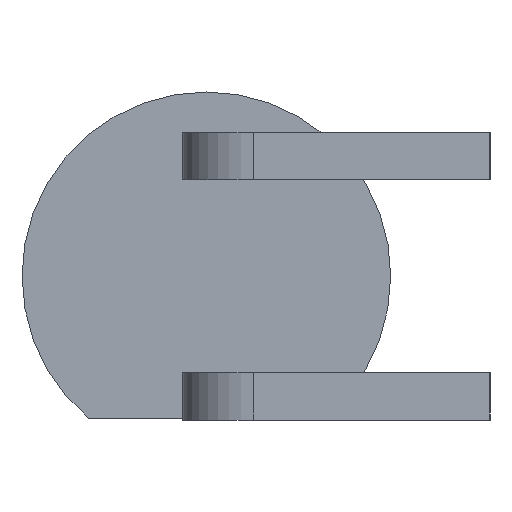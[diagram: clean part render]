
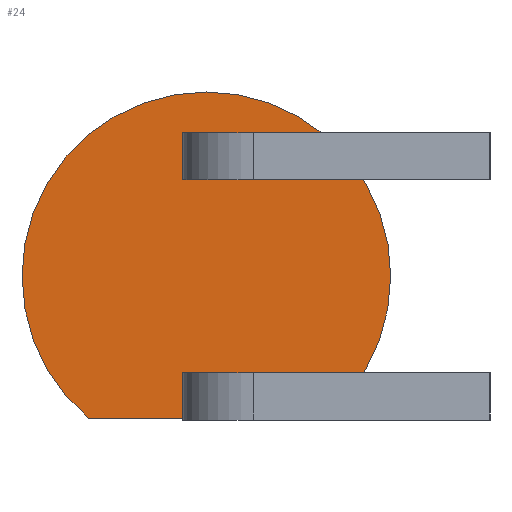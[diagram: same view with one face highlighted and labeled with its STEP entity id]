
A CAD part, left-side view. The second image highlights one B-rep face of the part: STEP entity #24.
In plain terms, the highlighted planar face has unit normal (-1, 0, 0).
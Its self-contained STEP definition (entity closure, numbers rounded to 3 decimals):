
#1 = CARTESIAN_POINT ( 'NONE',  ( 1., 1.75, -1.02 ) ) ;
#24 = ADVANCED_FACE ( 'NONE', ( #311, #571 ), #477, .F. ) ;
#57 = LINE ( 'NONE', #1123, #338 ) ;
#67 = VERTEX_POINT ( 'NONE', #929 ) ;
#76 = ORIENTED_EDGE ( 'NONE', *, *, #547, .F. ) ;
#81 = DIRECTION ( 'NONE',  ( 0., 0., -1. ) ) ;
#86 = CARTESIAN_POINT ( 'NONE',  ( 1., 2., 0. ) ) ;
#106 = CIRCLE ( 'NONE', #412, 1.95 ) ;
#115 = CARTESIAN_POINT ( 'NONE',  ( 1., 1.75, 1.52 ) ) ;
#126 = VECTOR ( 'NONE', #237, 1000. ) ;
#128 = CARTESIAN_POINT ( 'NONE',  ( 1., 2.25, 1.52 ) ) ;
#131 = DIRECTION ( 'NONE',  ( 0., 0., -1. ) ) ;
#150 = EDGE_LOOP ( 'NONE', ( #76, #455, #693, #1144, #911, #481, #780 ) ) ;
#202 = DIRECTION ( 'NONE',  ( 0., 0., 1. ) ) ;
#232 = DIRECTION ( 'NONE',  ( 0., -1., 0. ) ) ;
#235 = ORIENTED_EDGE ( 'NONE', *, *, #382, .F. ) ;
#237 = DIRECTION ( 'NONE',  ( 0., 1., 0. ) ) ;
#247 = VERTEX_POINT ( 'NONE', #128 ) ;
#298 = CARTESIAN_POINT ( 'NONE',  ( 1., 2.25, 1.02 ) ) ;
#301 = EDGE_LOOP ( 'NONE', ( #235, #1027, #995, #601 ) ) ;
#311 = FACE_OUTER_BOUND ( 'NONE', #150, .T. ) ;
#313 = VERTEX_POINT ( 'NONE', #115 ) ;
#328 = CARTESIAN_POINT ( 'NONE',  ( 1., 0.754, -1.5 ) ) ;
#338 = VECTOR ( 'NONE', #859, 1000. ) ;
#382 = EDGE_CURVE ( 'NONE', #313, #247, #57, .T. ) ;
#386 = CARTESIAN_POINT ( 'NONE',  ( 1., 2., 0. ) ) ;
#394 = AXIS2_PLACEMENT_3D ( 'NONE', #1092, #993, #202 ) ;
#395 = AXIS2_PLACEMENT_3D ( 'NONE', #86, #550, #726 ) ;
#412 = AXIS2_PLACEMENT_3D ( 'NONE', #386, #568, #918 ) ;
#415 = EDGE_CURVE ( 'NONE', #952, #751, #1128, .T. ) ;
#431 = CIRCLE ( 'NONE', #394, 1.95 ) ;
#439 = EDGE_CURVE ( 'NONE', #509, #896, #772, .T. ) ;
#446 = VERTEX_POINT ( 'NONE', #1 ) ;
#452 = CARTESIAN_POINT ( 'NONE',  ( 1., 3.246, -1.5 ) ) ;
#455 = ORIENTED_EDGE ( 'NONE', *, *, #415, .T. ) ;
#477 = PLANE ( 'NONE',  #395 ) ;
#479 = CARTESIAN_POINT ( 'NONE',  ( 1., 1.75, -1.5 ) ) ;
#481 = ORIENTED_EDGE ( 'NONE', *, *, #496, .F. ) ;
#483 = LINE ( 'NONE', #730, #577 ) ;
#496 = EDGE_CURVE ( 'NONE', #67, #896, #958, .T. ) ;
#509 = VERTEX_POINT ( 'NONE', #452 ) ;
#547 = EDGE_CURVE ( 'NONE', #952, #446, #483, .T. ) ;
#550 = DIRECTION ( 'NONE',  ( 1., 0., 0. ) ) ;
#568 = DIRECTION ( 'NONE',  ( -1., 0., 0. ) ) ;
#571 = FACE_BOUND ( 'NONE', #301, .T. ) ;
#577 = VECTOR ( 'NONE', #821, 1000. ) ;
#601 = ORIENTED_EDGE ( 'NONE', *, *, #1028, .F. ) ;
#611 = CARTESIAN_POINT ( 'NONE',  ( 1., 1.75, 1.02 ) ) ;
#633 = CARTESIAN_POINT ( 'NONE',  ( 1., 2.25, -1.52 ) ) ;
#646 = VERTEX_POINT ( 'NONE', #996 ) ;
#652 = VECTOR ( 'NONE', #232, 1000. ) ;
#661 = DIRECTION ( 'NONE',  ( 0., 0., 1. ) ) ;
#670 = VERTEX_POINT ( 'NONE', #298 ) ;
#680 = LINE ( 'NONE', #1030, #126 ) ;
#693 = ORIENTED_EDGE ( 'NONE', *, *, #695, .T. ) ;
#695 = EDGE_CURVE ( 'NONE', #751, #646, #106, .T. ) ;
#726 = DIRECTION ( 'NONE',  ( 0., 0., -1. ) ) ;
#730 = CARTESIAN_POINT ( 'NONE',  ( 1., 1.75, -1.52 ) ) ;
#751 = VERTEX_POINT ( 'NONE', #328 ) ;
#772 = LINE ( 'NONE', #1137, #1099 ) ;
#773 = DIRECTION ( 'NONE',  ( 0., -1., 0. ) ) ;
#780 = ORIENTED_EDGE ( 'NONE', *, *, #803, .F. ) ;
#803 = EDGE_CURVE ( 'NONE', #446, #67, #680, .T. ) ;
#821 = DIRECTION ( 'NONE',  ( 0., 0., 1. ) ) ;
#838 = VECTOR ( 'NONE', #81, 1000. ) ;
#856 = VECTOR ( 'NONE', #661, 1000. ) ;
#859 = DIRECTION ( 'NONE',  ( 0., 1., 0. ) ) ;
#860 = EDGE_CURVE ( 'NONE', #646, #509, #431, .T. ) ;
#884 = DIRECTION ( 'NONE',  ( 0., -1., 0. ) ) ;
#896 = VERTEX_POINT ( 'NONE', #932 ) ;
#910 = CARTESIAN_POINT ( 'NONE',  ( 1., 2.25, 1.02 ) ) ;
#911 = ORIENTED_EDGE ( 'NONE', *, *, #439, .T. ) ;
#918 = DIRECTION ( 'NONE',  ( 0., 0., 1. ) ) ;
#929 = CARTESIAN_POINT ( 'NONE',  ( 1., 2.25, -1.02 ) ) ;
#932 = CARTESIAN_POINT ( 'NONE',  ( 1., 2.25, -1.5 ) ) ;
#947 = LINE ( 'NONE', #611, #1057 ) ;
#952 = VERTEX_POINT ( 'NONE', #479 ) ;
#958 = LINE ( 'NONE', #633, #838 ) ;
#990 = VERTEX_POINT ( 'NONE', #1011 ) ;
#993 = DIRECTION ( 'NONE',  ( -1., 0., 0. ) ) ;
#995 = ORIENTED_EDGE ( 'NONE', *, *, #1079, .F. ) ;
#996 = CARTESIAN_POINT ( 'NONE',  ( 1., 2., 1.95 ) ) ;
#1011 = CARTESIAN_POINT ( 'NONE',  ( 1., 1.75, 1.02 ) ) ;
#1015 = EDGE_CURVE ( 'NONE', #990, #313, #1017, .T. ) ;
#1017 = LINE ( 'NONE', #1125, #856 ) ;
#1025 = CARTESIAN_POINT ( 'NONE',  ( 1., 2., -1.5 ) ) ;
#1027 = ORIENTED_EDGE ( 'NONE', *, *, #1015, .F. ) ;
#1028 = EDGE_CURVE ( 'NONE', #247, #670, #1032, .T. ) ;
#1030 = CARTESIAN_POINT ( 'NONE',  ( 1., 1.75, -1.02 ) ) ;
#1032 = LINE ( 'NONE', #910, #1040 ) ;
#1040 = VECTOR ( 'NONE', #131, 1000. ) ;
#1057 = VECTOR ( 'NONE', #773, 1000. ) ;
#1079 = EDGE_CURVE ( 'NONE', #670, #990, #947, .T. ) ;
#1092 = CARTESIAN_POINT ( 'NONE',  ( 1., 2., 0. ) ) ;
#1099 = VECTOR ( 'NONE', #884, 1000. ) ;
#1123 = CARTESIAN_POINT ( 'NONE',  ( 1., 1.75, 1.52 ) ) ;
#1125 = CARTESIAN_POINT ( 'NONE',  ( 1., 1.75, 1.02 ) ) ;
#1128 = LINE ( 'NONE', #1025, #652 ) ;
#1137 = CARTESIAN_POINT ( 'NONE',  ( 1., 2., -1.5 ) ) ;
#1144 = ORIENTED_EDGE ( 'NONE', *, *, #860, .T. ) ;
